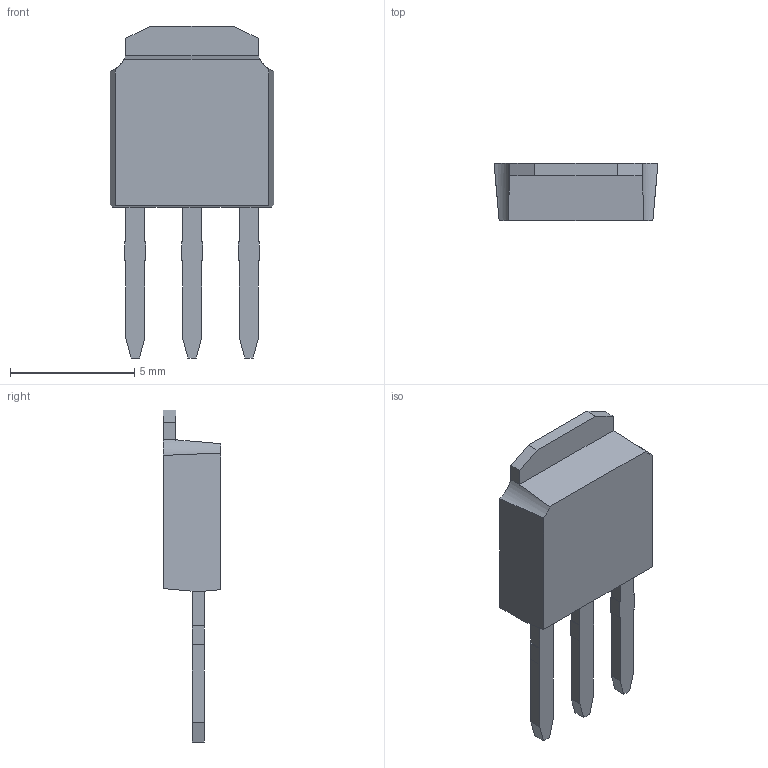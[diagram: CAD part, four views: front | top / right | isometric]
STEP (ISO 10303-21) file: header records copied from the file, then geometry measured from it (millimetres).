
FILE_DESCRIPTION (( 'STEP AP214' ), '1' );
FILE_NAME ('User Library-TO-251AA(IPak).STEP', '2016-03-22T11:34:24', ( 'Windows User' ), ( '' ), 'SwSTEP 2.0', 'SolidWorks 2016', '' );
FILE_SCHEMA (( 'AUTOMOTIVE_DESIGN' ));
Length unit declared in the file: millimetre
Products named in the file (1): User Library-TO-251AA(IPak)
Bounding box: 6.6 x 2.3 x 13.38 mm (x, y, z)
Volume: 97.3 mm3; surface area: 250.1 mm2
Topology: 2 solids, 2 shells, 102 faces, 280 edges, 182 vertices
Faces by surface type: plane 100, cylinder 2
Entity records: 3958 total; most frequent: CARTESIAN_POINT 577, ORIENTED_EDGE 560, DIRECTION 486, EDGE_CURVE 280, LINE 272, VECTOR 272, VERTEX_POINT 182, AXIS2_PLACEMENT_3D 107
